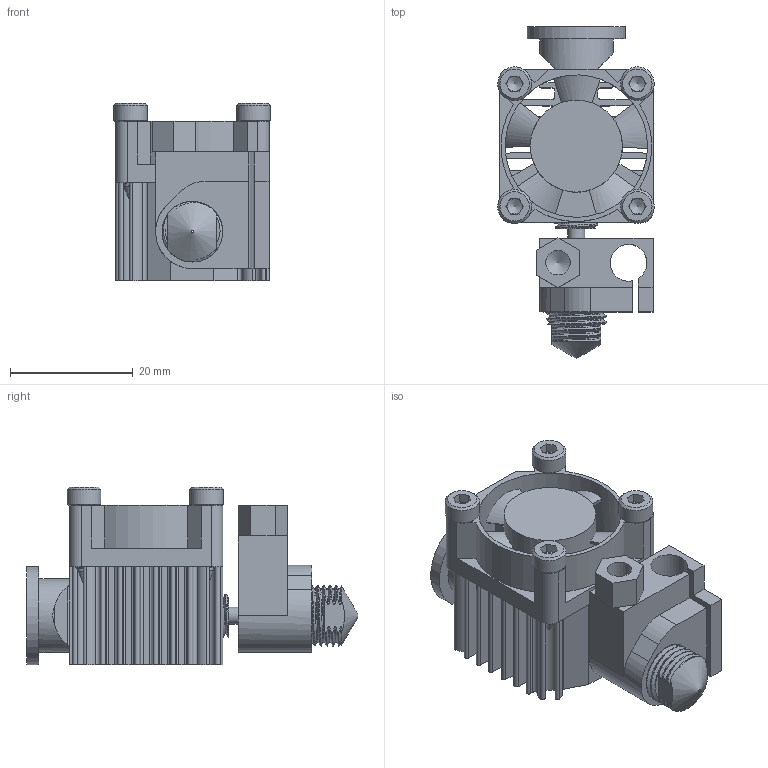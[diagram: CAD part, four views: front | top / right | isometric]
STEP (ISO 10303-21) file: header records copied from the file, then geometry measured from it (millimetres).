
FILE_DESCRIPTION(/* description */ (''),/* implementation_level */ '2;1');
FILE_NAME(/* name */ 'DyzEND-X.step',/* time_stamp */ '2016-06-04T11:01:11+09:00',/* author */ (''),/* organization */ (''),/* preprocessor_version */ 'ST-DEVELOPER v16.5',/* originating_system */ 'Autodesk Translation Framework v5.0.0.3310',/* authorisation */ '');
FILE_SCHEMA (('AUTOMOTIVE_DESIGN { 1 0 10303 214 3 1 1 }'));
Length unit declared in the file: centimetre
Products named in the file (12): DyzEND-X-Solid-160425 v9; 25mmFAN; 25mmFAN-Promoco v1; TappedScrew-HEX3-13 v2; BREAK v1; ThermalConductor; Heatsink; Heatblock; Nozzle; Thermistor; PTFETube; 92029A100
Assembly tree (14 placements, depth 3):
  DyzEND-X-Solid-160425 v9
    25mmFAN
      25mmFAN-Promoco v1
      TappedScrew-HEX3-13 v2  x4
    BREAK v1
    ThermalConductor
    Heatsink
    Heatblock
    Nozzle
    Thermistor
    PTFETube
    92029A100
Bounding box: 25.5 x 54.1 x 28.97 mm (x, y, z)
Volume: 13085.4 mm3; surface area: 17441.1 mm2
Topology: 15 solids, 15 shells, 554 faces, 1480 edges, 965 vertices
Faces by surface type: plane 220, cylinder 170, bspline 133, cone 30, torus 1
Full cylindrical faces by diameter (mm): 0.4 x1, 2 x4, 2.8 x1, 3 x1, 3.2 x5, 3.284 x2, 4 x5, 4.2 x1, 4.95 x2, 5.035 x3, 5.5 x4, 6.5 x1, 12 x1, 14.999 x1, 16 x1, 23.207 x1
Entity records: 27195 total; most frequent: CARTESIAN_POINT 17008, ORIENTED_EDGE 2140, DIRECTION 1897, EDGE_CURVE 1070, VERTEX_POINT 725, AXIS2_PLACEMENT_3D 708, EDGE_LOOP 513, LINE 481
